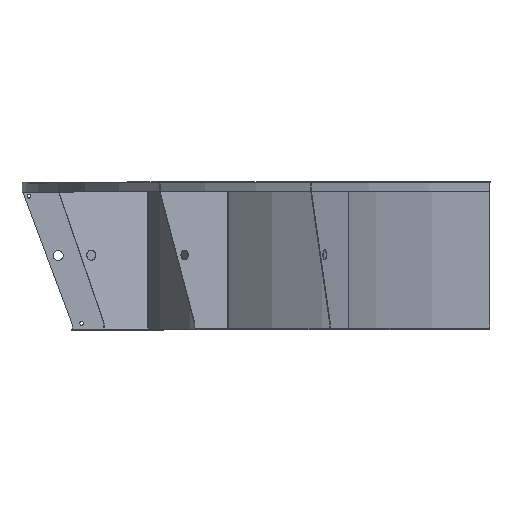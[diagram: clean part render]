
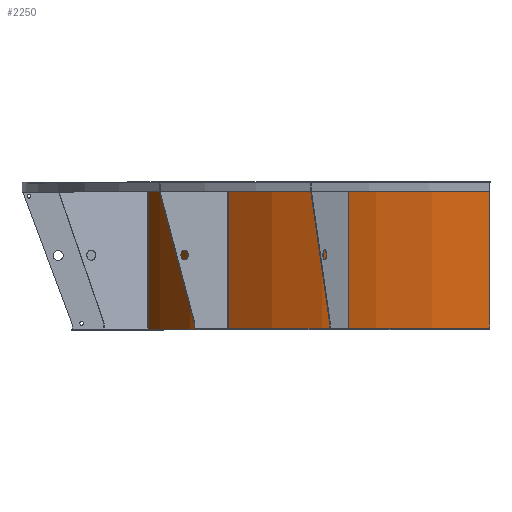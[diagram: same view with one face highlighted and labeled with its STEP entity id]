
A CAD part, top view. The second image highlights one B-rep face of the part: STEP entity #2250.
In plain terms, the highlighted cylindrical face has radius 1503 mm (diameter 3006 mm), a partial arc.
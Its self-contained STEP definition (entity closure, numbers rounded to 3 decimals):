
#4 = CARTESIAN_POINT ( 'NONE',  ( 0., 597., 0. ) ) ;
#24 = LINE ( 'NONE', #2586, #3206 ) ;
#37 = VERTEX_POINT ( 'NONE', #106 ) ;
#106 = CARTESIAN_POINT ( 'NONE',  ( -1503., 597., 0. ) ) ;
#111 = CARTESIAN_POINT ( 'NONE',  ( 0., 0., 0. ) ) ;
#115 = ORIENTED_EDGE ( 'NONE', *, *, #2275, .F. ) ;
#344 = VERTEX_POINT ( 'NONE', #518 ) ;
#393 = ORIENTED_EDGE ( 'NONE', *, *, #962, .T. ) ;
#516 = CARTESIAN_POINT ( 'NONE',  ( 0., 597., 0. ) ) ;
#518 = CARTESIAN_POINT ( 'NONE',  ( -1503., 0., 0. ) ) ;
#578 = EDGE_CURVE ( 'NONE', #37, #344, #24, .T. ) ;
#579 = LINE ( 'NONE', #1716, #2482 ) ;
#608 = CIRCLE ( 'NONE', #2876, 1503. ) ;
#685 = ORIENTED_EDGE ( 'NONE', *, *, #3133, .F. ) ;
#962 = EDGE_CURVE ( 'NONE', #344, #1828, #2328, .T. ) ;
#1053 = EDGE_LOOP ( 'NONE', ( #393, #685, #115, #2589 ) ) ;
#1197 = AXIS2_PLACEMENT_3D ( 'NONE', #111, #3598, #3560 ) ;
#1716 = CARTESIAN_POINT ( 'NONE',  ( 0., 597., 1503. ) ) ;
#1735 = DIRECTION ( 'NONE',  ( 0., -1., 0. ) ) ;
#1828 = VERTEX_POINT ( 'NONE', #2348 ) ;
#1947 = DIRECTION ( 'NONE',  ( 0., 0., -1. ) ) ;
#2225 = DIRECTION ( 'NONE',  ( 1., 0., 0. ) ) ;
#2230 = VERTEX_POINT ( 'NONE', #2824 ) ;
#2250 = ADVANCED_FACE ( 'NONE', ( #3380 ), #2791, .T. ) ;
#2275 = EDGE_CURVE ( 'NONE', #37, #2230, #608, .T. ) ;
#2313 = DIRECTION ( 'NONE',  ( 0., -1., 0. ) ) ;
#2328 = CIRCLE ( 'NONE', #1197, 1503. ) ;
#2348 = CARTESIAN_POINT ( 'NONE',  ( 0., 0., 1503. ) ) ;
#2482 = VECTOR ( 'NONE', #1735, 1000. ) ;
#2586 = CARTESIAN_POINT ( 'NONE',  ( -1503., 597., 0. ) ) ;
#2589 = ORIENTED_EDGE ( 'NONE', *, *, #578, .T. ) ;
#2791 = CYLINDRICAL_SURFACE ( 'NONE', #3184, 1503. ) ;
#2824 = CARTESIAN_POINT ( 'NONE',  ( 0., 597., 1503. ) ) ;
#2846 = DIRECTION ( 'NONE',  ( 0., -1., 0. ) ) ;
#2876 = AXIS2_PLACEMENT_3D ( 'NONE', #4, #3638, #2225 ) ;
#3133 = EDGE_CURVE ( 'NONE', #2230, #1828, #579, .T. ) ;
#3184 = AXIS2_PLACEMENT_3D ( 'NONE', #516, #2846, #1947 ) ;
#3206 = VECTOR ( 'NONE', #2313, 1000. ) ;
#3380 = FACE_OUTER_BOUND ( 'NONE', #1053, .T. ) ;
#3560 = DIRECTION ( 'NONE',  ( 1., 0., 0. ) ) ;
#3598 = DIRECTION ( 'NONE',  ( 0., 1., 0. ) ) ;
#3638 = DIRECTION ( 'NONE',  ( 0., 1., 0. ) ) ;
